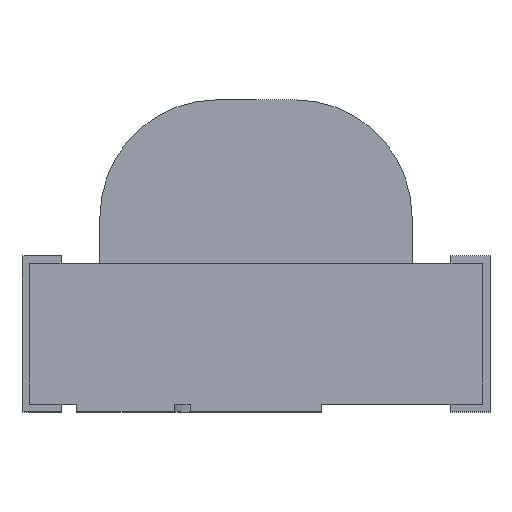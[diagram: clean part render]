
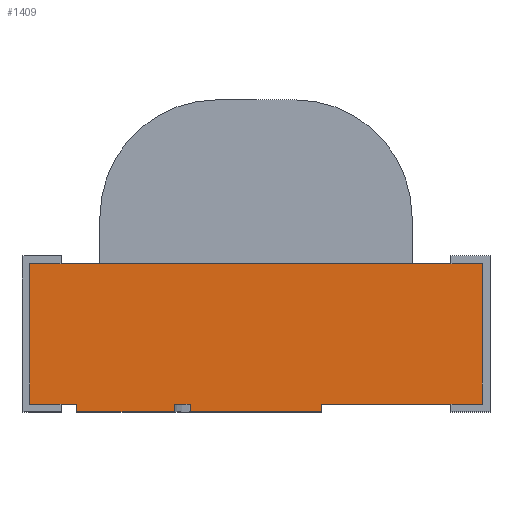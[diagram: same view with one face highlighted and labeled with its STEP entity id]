
A CAD part, top view. The second image highlights one B-rep face of the part: STEP entity #1409.
In plain terms, the highlighted planar face has unit normal (0, 0, 1).
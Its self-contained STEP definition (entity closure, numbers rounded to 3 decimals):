
#5 = VERTEX_POINT ( 'NONE', #1586 ) ;
#7 = EDGE_CURVE ( 'NONE', #5, #225, #1584, .T. ) ;
#25 = EDGE_CURVE ( 'NONE', #1722, #1791, #1399, .T. ) ;
#31 = EDGE_CURVE ( 'NONE', #86, #73, #1645, .T. ) ;
#42 = VERTEX_POINT ( 'NONE', #1622 ) ;
#44 = EDGE_CURVE ( 'NONE', #42, #5, #1429, .T. ) ;
#67 = EDGE_CURVE ( 'NONE', #42, #73, #393, .T. ) ;
#73 = VERTEX_POINT ( 'NONE', #378 ) ;
#83 = VERTEX_POINT ( 'NONE', #426 ) ;
#85 = EDGE_CURVE ( 'NONE', #83, #86, #425, .T. ) ;
#86 = VERTEX_POINT ( 'NONE', #421 ) ;
#112 = EDGE_CURVE ( 'NONE', #192, #113, #459, .T. ) ;
#113 = VERTEX_POINT ( 'NONE', #455 ) ;
#145 = VERTEX_POINT ( 'NONE', #528 ) ;
#147 = EDGE_CURVE ( 'NONE', #1791, #145, #527, .T. ) ;
#156 = EDGE_CURVE ( 'NONE', #298, #289, #339, .T. ) ;
#165 = EDGE_CURVE ( 'NONE', #145, #277, #321, .T. ) ;
#172 = EDGE_CURVE ( 'NONE', #192, #298, #481, .T. ) ;
#192 = VERTEX_POINT ( 'NONE', #753 ) ;
#225 = VERTEX_POINT ( 'NONE', #643 ) ;
#276 = EDGE_CURVE ( 'NONE', #277, #225, #785, .T. ) ;
#277 = VERTEX_POINT ( 'NONE', #781 ) ;
#288 = EDGE_CURVE ( 'NONE', #289, #1722, #771, .T. ) ;
#289 = VERTEX_POINT ( 'NONE', #766 ) ;
#298 = VERTEX_POINT ( 'NONE', #624 ) ;
#320 = CARTESIAN_POINT ( 'NONE',  ( -1.45, 0.9, 0.49 ) ) ;
#321 = LINE ( 'NONE', #320, #491 ) ;
#336 = DIRECTION ( 'NONE',  ( 0., 1., 0. ) ) ;
#337 = VECTOR ( 'NONE', #336, 1000. ) ;
#338 = CARTESIAN_POINT ( 'NONE',  ( 1.45, 0.9, 0.49 ) ) ;
#339 = LINE ( 'NONE', #338, #337 ) ;
#378 = CARTESIAN_POINT ( 'NONE',  ( -0.523, -0.05, 0.49 ) ) ;
#390 = DIRECTION ( 'NONE',  ( 1., 0., 0. ) ) ;
#391 = VECTOR ( 'NONE', #390, 1000. ) ;
#392 = CARTESIAN_POINT ( 'NONE',  ( 1.25, -0.05, 0.49 ) ) ;
#393 = LINE ( 'NONE', #392, #391 ) ;
#421 = CARTESIAN_POINT ( 'NONE',  ( -0.523, 0., 0.49 ) ) ;
#422 = DIRECTION ( 'NONE',  ( -1., 0., 0. ) ) ;
#423 = VECTOR ( 'NONE', #422, 1000. ) ;
#424 = CARTESIAN_POINT ( 'NONE',  ( -1.45, 0., 0.49 ) ) ;
#425 = LINE ( 'NONE', #424, #423 ) ;
#426 = CARTESIAN_POINT ( 'NONE',  ( -0.422, 0., 0.49 ) ) ;
#455 = CARTESIAN_POINT ( 'NONE',  ( 0.422, 0., 0.49 ) ) ;
#456 = DIRECTION ( 'NONE',  ( -1., 0., 0. ) ) ;
#457 = VECTOR ( 'NONE', #456, 1000. ) ;
#458 = CARTESIAN_POINT ( 'NONE',  ( -1.45, 0., 0.49 ) ) ;
#459 = LINE ( 'NONE', #458, #457 ) ;
#478 = DIRECTION ( 'NONE',  ( 1., 0., 0. ) ) ;
#479 = VECTOR ( 'NONE', #478, 1000. ) ;
#480 = CARTESIAN_POINT ( 'NONE',  ( 1.45, 0., 0.49 ) ) ;
#481 = LINE ( 'NONE', #480, #479 ) ;
#490 = DIRECTION ( 'NONE',  ( 0., -1., 0. ) ) ;
#491 = VECTOR ( 'NONE', #490, 1000. ) ;
#524 = DIRECTION ( 'NONE',  ( -1., 0., 0. ) ) ;
#525 = VECTOR ( 'NONE', #524, 1000. ) ;
#526 = CARTESIAN_POINT ( 'NONE',  ( 1.45, 0.9, 0.49 ) ) ;
#527 = LINE ( 'NONE', #526, #525 ) ;
#528 = CARTESIAN_POINT ( 'NONE',  ( -1.45, 0.9, 0.49 ) ) ;
#624 = CARTESIAN_POINT ( 'NONE',  ( 1.45, 0., 0.49 ) ) ;
#643 = CARTESIAN_POINT ( 'NONE',  ( -1.25, 0., 0.49 ) ) ;
#753 = CARTESIAN_POINT ( 'NONE',  ( 1.25, 0., 0.49 ) ) ;
#766 = CARTESIAN_POINT ( 'NONE',  ( 1.45, 0.9, 0.49 ) ) ;
#767 = DIRECTION ( 'NONE',  ( -1., 0., 0. ) ) ;
#768 = VECTOR ( 'NONE', #767, 1000. ) ;
#769 = CARTESIAN_POINT ( 'NONE',  ( 1.45, 0.9, 0.49 ) ) ;
#771 = LINE ( 'NONE', #769, #768 ) ;
#781 = CARTESIAN_POINT ( 'NONE',  ( -1.45, 0., 0.49 ) ) ;
#782 = DIRECTION ( 'NONE',  ( 1., 0., 0. ) ) ;
#783 = VECTOR ( 'NONE', #782, 1000. ) ;
#784 = CARTESIAN_POINT ( 'NONE',  ( -1.25, 0., 0.49 ) ) ;
#785 = LINE ( 'NONE', #784, #783 ) ;
#797 = AXIS2_PLACEMENT_3D ( 'NONE', #893, #892, #891 ) ;
#798 = PLANE ( 'NONE',  #797 ) ;
#872 = CARTESIAN_POINT ( 'NONE',  ( 0., -0.05, 0.49 ) ) ;
#873 = LINE ( 'NONE', #872, #960 ) ;
#874 = DIRECTION ( 'NONE',  ( 0., 1., 0. ) ) ;
#875 = VECTOR ( 'NONE', #874, 1000. ) ;
#876 = CARTESIAN_POINT ( 'NONE',  ( -0.422, -0.05, 0.49 ) ) ;
#877 = LINE ( 'NONE', #876, #875 ) ;
#891 = DIRECTION ( 'NONE',  ( -1., 0., 0. ) ) ;
#892 = DIRECTION ( 'NONE',  ( 0., 0., -1. ) ) ;
#893 = CARTESIAN_POINT ( 'NONE',  ( 1.45, -0.05, 0.49 ) ) ;
#914 = CARTESIAN_POINT ( 'NONE',  ( 0.422, -0.05, 0.49 ) ) ;
#915 = DIRECTION ( 'NONE',  ( 0., -1., 0. ) ) ;
#916 = VECTOR ( 'NONE', #915, 1000. ) ;
#917 = CARTESIAN_POINT ( 'NONE',  ( 0.422, -0.05, 0.49 ) ) ;
#918 = LINE ( 'NONE', #917, #916 ) ;
#959 = DIRECTION ( 'NONE',  ( 1., 0., 0. ) ) ;
#960 = VECTOR ( 'NONE', #959, 1000. ) ;
#997 = FACE_OUTER_BOUND ( 'NONE', #1430, .T. ) ;
#1077 = CARTESIAN_POINT ( 'NONE',  ( 1.25, 0.9, 0.49 ) ) ;
#1266 = CARTESIAN_POINT ( 'NONE',  ( -0.422, -0.05, 0.49 ) ) ;
#1290 = CARTESIAN_POINT ( 'NONE',  ( -1.25, 0.9, 0.49 ) ) ;
#1386 = ORIENTED_EDGE ( 'NONE', *, *, #276, .T. ) ;
#1387 = ORIENTED_EDGE ( 'NONE', *, *, #7, .F. ) ;
#1396 = DIRECTION ( 'NONE',  ( -1., 0., 0. ) ) ;
#1397 = VECTOR ( 'NONE', #1396, 1000. ) ;
#1398 = CARTESIAN_POINT ( 'NONE',  ( 1.45, 0.9, 0.49 ) ) ;
#1399 = LINE ( 'NONE', #1398, #1397 ) ;
#1409 = ADVANCED_FACE ( 'NONE', ( #997 ), #798, .F. ) ;
#1426 = DIRECTION ( 'NONE',  ( 0., 1., 0. ) ) ;
#1427 = VECTOR ( 'NONE', #1426, 1000. ) ;
#1428 = CARTESIAN_POINT ( 'NONE',  ( -1.15, -0.05, 0.49 ) ) ;
#1429 = LINE ( 'NONE', #1428, #1427 ) ;
#1430 = EDGE_LOOP ( 'NONE', ( #1431, #1432, #1433, #1434, #1505, #1506, #1507, #1508, #1509, #1481, #1482, #1483, #1484, #1485, #1386, #1387 ) ) ;
#1431 = ORIENTED_EDGE ( 'NONE', *, *, #44, .F. ) ;
#1432 = ORIENTED_EDGE ( 'NONE', *, *, #67, .T. ) ;
#1433 = ORIENTED_EDGE ( 'NONE', *, *, #31, .F. ) ;
#1434 = ORIENTED_EDGE ( 'NONE', *, *, #85, .F. ) ;
#1435 = EDGE_CURVE ( 'NONE', #1764, #83, #877, .T. ) ;
#1439 = EDGE_CURVE ( 'NONE', #1764, #1515, #873, .T. ) ;
#1481 = ORIENTED_EDGE ( 'NONE', *, *, #156, .T. ) ;
#1482 = ORIENTED_EDGE ( 'NONE', *, *, #288, .T. ) ;
#1483 = ORIENTED_EDGE ( 'NONE', *, *, #25, .T. ) ;
#1484 = ORIENTED_EDGE ( 'NONE', *, *, #147, .T. ) ;
#1485 = ORIENTED_EDGE ( 'NONE', *, *, #165, .T. ) ;
#1505 = ORIENTED_EDGE ( 'NONE', *, *, #1435, .F. ) ;
#1506 = ORIENTED_EDGE ( 'NONE', *, *, #1439, .T. ) ;
#1507 = ORIENTED_EDGE ( 'NONE', *, *, #1514, .F. ) ;
#1508 = ORIENTED_EDGE ( 'NONE', *, *, #112, .F. ) ;
#1509 = ORIENTED_EDGE ( 'NONE', *, *, #172, .T. ) ;
#1514 = EDGE_CURVE ( 'NONE', #113, #1515, #918, .T. ) ;
#1515 = VERTEX_POINT ( 'NONE', #914 ) ;
#1581 = DIRECTION ( 'NONE',  ( -1., 0., 0. ) ) ;
#1582 = VECTOR ( 'NONE', #1581, 1000. ) ;
#1583 = CARTESIAN_POINT ( 'NONE',  ( -1.45, 0., 0.49 ) ) ;
#1584 = LINE ( 'NONE', #1583, #1582 ) ;
#1586 = CARTESIAN_POINT ( 'NONE',  ( -1.15, 0., 0.49 ) ) ;
#1622 = CARTESIAN_POINT ( 'NONE',  ( -1.15, -0.05, 0.49 ) ) ;
#1642 = DIRECTION ( 'NONE',  ( 0., -1., 0. ) ) ;
#1643 = VECTOR ( 'NONE', #1642, 1000. ) ;
#1644 = CARTESIAN_POINT ( 'NONE',  ( -0.523, -0.05, 0.49 ) ) ;
#1645 = LINE ( 'NONE', #1644, #1643 ) ;
#1722 = VERTEX_POINT ( 'NONE', #1077 ) ;
#1764 = VERTEX_POINT ( 'NONE', #1266 ) ;
#1791 = VERTEX_POINT ( 'NONE', #1290 ) ;
